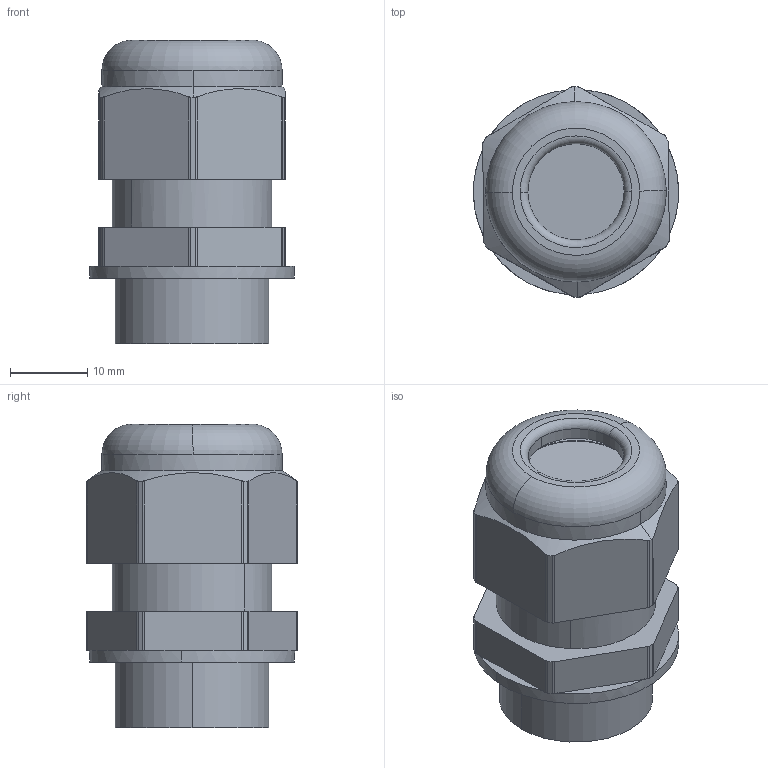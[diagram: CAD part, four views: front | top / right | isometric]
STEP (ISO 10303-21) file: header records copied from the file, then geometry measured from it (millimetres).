
FILE_DESCRIPTION(('CATIA V5R24 STEP','CAx-IF Rec.Pracs.--- Model Styling and Organization---1.2---2011-12-15'),'2;1');
FILE_NAME ('D1452109_1_1461140000_1461140000.stp','2018-03-15T14:00:31+00:00',('none'),('Weidmueller'),'CATIA Version 5-6 Release 2014 SP4 HF52','CATIA V5 STEP AP214','none');
FILE_SCHEMA(('AUTOMOTIVE_DESIGN { 1 0 10303 214 1 1 1 1 }'));
Length unit declared in the file: millimetre
Products named in the file (1): 1461140000
Bounding box: 26.52 x 27.22 x 39.22 mm (x, y, z)
Volume: 10536.8 mm3; surface area: 8722.5 mm2
Topology: 3 solids, 3 shells, 119 faces, 301 edges, 196 vertices
Faces by surface type: cylinder 57, plane 50, torus 8, cone 4
Entity records: 3968 total; most frequent: CARTESIAN_POINT 1150, ORIENTED_EDGE 602, DIRECTION 456, EDGE_CURVE 301, AXIS2_PLACEMENT_3D 215, VERTEX_POINT 196, VECTOR 134, LINE 134
